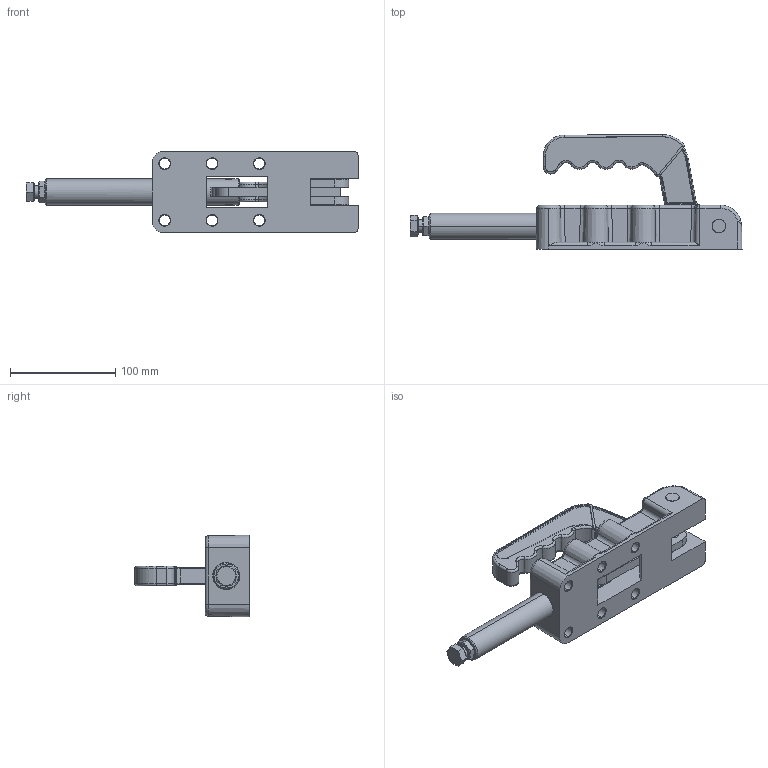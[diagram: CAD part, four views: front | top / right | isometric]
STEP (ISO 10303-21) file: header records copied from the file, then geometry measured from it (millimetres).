
FILE_DESCRIPTION (( 'STEP AP203' ), '1' );
FILE_NAME ('HS-32500 .STEP', '2019-08-09T07:51:31', ( '微软用户' ), ( '微软中国' ), 'SwSTEP 2.0', 'SolidWorks 2012', '' );
FILE_SCHEMA (( 'CONFIG_CONTROL_DESIGN' ));
Length unit declared in the file: millimetre
Products named in the file (10): HS-32500 ; 9.5种; 12.5种; hex thin nuts-grades ab-chamfered gb_GB_FASTENER_NUT_STNAB M12-N; hexagon head bolts-full thread gb_GB_FASTENER_BOLT_STBAB A M12X60-N; 挴裝; 忒梟; 忒參; 蟀裝; 菁釱
Assembly tree (11 placements, depth 2):
  HS-32500 
    菁釱
    蟀裝
    忒參
    忒梟
    挴裝
    hexagon head bolts-full thread gb_GB_FASTENER_BOLT_STBAB A M12X60-N
    hex thin nuts-grades ab-chamfered gb_GB_FASTENER_NUT_STNAB M12-N
    12.5种  x2
    9.5种  x2
Bounding box: 316.17 x 109.22 x 78 mm (x, y, z)
Volume: 593405.4 mm3; surface area: 141786.9 mm2
Topology: 11 solids, 11 shells, 617 faces, 1530 edges, 929 vertices
Faces by surface type: plane 181, cylinder 149, bspline 133, cone 98, torus 52, sphere 4
Entity records: 27295 total; most frequent: CARTESIAN_POINT 12783, ORIENTED_EDGE 2956, DIRECTION 2556, EDGE_CURVE 1478, AXIS2_PLACEMENT_3D 949, VERTEX_POINT 909, LINE 658, VECTOR 658
